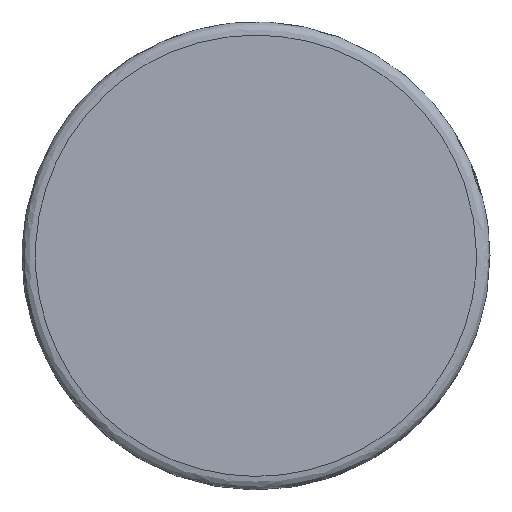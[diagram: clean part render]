
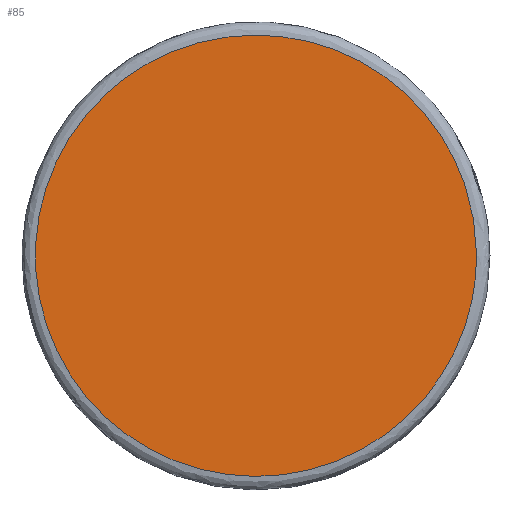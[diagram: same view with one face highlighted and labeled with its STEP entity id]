
A CAD part, top view. The second image highlights one B-rep face of the part: STEP entity #85.
In plain terms, the highlighted planar face has unit normal (0, 0, 1).
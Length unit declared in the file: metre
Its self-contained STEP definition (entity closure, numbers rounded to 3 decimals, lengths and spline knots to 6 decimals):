
#14=B_SPLINE_CURVE_WITH_KNOTS('',3,(#164,#165,#166,#167,#168,#169,#170,
#171,#172,#173,#174,#175,#176,#177,#178,#179,#180,#181,#182),
 .UNSPECIFIED.,.T.,.F.,(1,1,1,1,1,1,1,1,1,1,1,1,1,1,1,1,1,1,1,1,1,1,1),
(-0.190789,-0.128289,-0.065789,0.,0.059375,
0.121719,0.184211,0.246711,0.309211,0.371711,
0.434211,0.496711,0.559211,0.621711,
0.684211,0.746711,0.809211,0.871711,
0.934211,1.,1.059375,1.121719,1.184211),.UNSPECIFIED.);
#23=ORIENTED_EDGE('',*,*,#36,.T.);
#36=EDGE_CURVE('',#43,#43,#14,.T.);
#43=VERTEX_POINT('',#183);
#56=EDGE_LOOP('',(#23));
#70=FACE_BOUND('',#56,.T.);
#80=PLANE('',#109);
#85=ADVANCED_FACE('',(#70),#80,.T.);
#109=AXIS2_PLACEMENT_3D('',#163,#128,#129);
#128=DIRECTION('',(0.,0.,1.));
#129=DIRECTION('',(1.,0.,0.));
#163=CARTESIAN_POINT('',(0.,0.,0.004));
#164=CARTESIAN_POINT('',(0.006228,-0.002684,0.004));
#165=CARTESIAN_POINT('',(0.006772,-0.000088,0.004));
#166=CARTESIAN_POINT('',(0.006283,0.002501,0.004));
#167=CARTESIAN_POINT('',(0.004886,0.004689,0.004));
#168=CARTESIAN_POINT('',(0.002722,0.006201,0.004));
#169=CARTESIAN_POINT('',(0.000142,0.00677,0.004));
#170=CARTESIAN_POINT('',(-0.00246,0.006309,0.004));
#171=CARTESIAN_POINT('',(-0.004687,0.004887,0.004));
#172=CARTESIAN_POINT('',(-0.006201,0.002722,0.004));
#173=CARTESIAN_POINT('',(-0.00677,0.000142,0.004));
#174=CARTESIAN_POINT('',(-0.006309,-0.00246,0.004));
#175=CARTESIAN_POINT('',(-0.004887,-0.004687,0.004));
#176=CARTESIAN_POINT('',(-0.002722,-0.006201,0.004));
#177=CARTESIAN_POINT('',(-0.000142,-0.00677,0.004));
#178=CARTESIAN_POINT('',(0.00246,-0.006309,0.004));
#179=CARTESIAN_POINT('',(0.004687,-0.004887,0.004));
#180=CARTESIAN_POINT('',(0.006228,-0.002684,0.004));
#181=CARTESIAN_POINT('',(0.006772,-0.000088,0.004));
#182=CARTESIAN_POINT('',(0.006283,0.002501,0.004));
#183=CARTESIAN_POINT('',(0.0066,0.,0.004));
